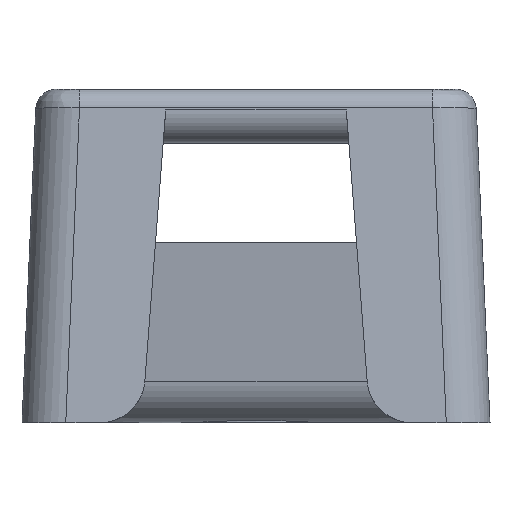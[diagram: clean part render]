
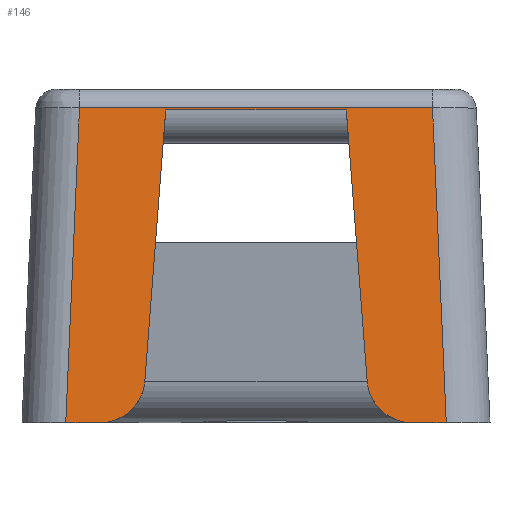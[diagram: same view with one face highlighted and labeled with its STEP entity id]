
A CAD part, left-side view. The second image highlights one B-rep face of the part: STEP entity #146.
In plain terms, the highlighted planar face has unit normal (-0.996, 0, 0.087).
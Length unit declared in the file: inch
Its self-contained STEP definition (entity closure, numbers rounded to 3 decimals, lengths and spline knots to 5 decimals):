
#146=ADVANCED_FACE('',(#253),#219,.T.);
#219=PLANE('',#1454);
#253=FACE_OUTER_BOUND('',#325,.T.);
#325=EDGE_LOOP('',(#504,#505,#506,#507,#508,#509,#510,#511,#512,#513));
#405=ELLIPSE('',#1452,0.03112,0.031);
#406=ELLIPSE('',#1453,0.03112,0.031);
#504=ORIENTED_EDGE('',*,*,#1032,.T.);
#505=ORIENTED_EDGE('',*,*,#1033,.T.);
#506=ORIENTED_EDGE('',*,*,#1034,.T.);
#507=ORIENTED_EDGE('',*,*,#1015,.T.);
#508=ORIENTED_EDGE('',*,*,#1035,.T.);
#509=ORIENTED_EDGE('',*,*,#1036,.T.);
#510=ORIENTED_EDGE('',*,*,#1037,.T.);
#511=ORIENTED_EDGE('',*,*,#1038,.F.);
#512=ORIENTED_EDGE('',*,*,#1039,.T.);
#513=ORIENTED_EDGE('',*,*,#1029,.T.);
#887=VERTEX_POINT('',#2012);
#888=VERTEX_POINT('',#2014);
#901=VERTEX_POINT('',#2040);
#902=VERTEX_POINT('',#2042);
#904=VERTEX_POINT('',#2048);
#905=VERTEX_POINT('',#2050);
#906=VERTEX_POINT('',#2053);
#907=VERTEX_POINT('',#2055);
#908=VERTEX_POINT('',#2057);
#909=VERTEX_POINT('',#2059);
#1015=EDGE_CURVE('',#888,#887,#1214,.T.);
#1029=EDGE_CURVE('',#902,#901,#1223,.T.);
#1032=EDGE_CURVE('',#901,#904,#1225,.T.);
#1033=EDGE_CURVE('',#904,#905,#1226,.T.);
#1034=EDGE_CURVE('',#905,#888,#1227,.T.);
#1035=EDGE_CURVE('',#887,#906,#405,.T.);
#1036=EDGE_CURVE('',#906,#907,#1228,.T.);
#1037=EDGE_CURVE('',#907,#908,#1229,.T.);
#1038=EDGE_CURVE('',#909,#908,#1230,.T.);
#1039=EDGE_CURVE('',#909,#902,#406,.T.);
#1214=LINE('',#2013,#1330);
#1223=LINE('',#2041,#1339);
#1225=LINE('',#2047,#1341);
#1226=LINE('',#2049,#1342);
#1227=LINE('',#2051,#1343);
#1228=LINE('',#2054,#1344);
#1229=LINE('',#2056,#1345);
#1230=LINE('',#2058,#1346);
#1330=VECTOR('',#1598,1.);
#1339=VECTOR('',#1617,1.);
#1341=VECTOR('',#1623,1.);
#1342=VECTOR('',#1624,1.);
#1343=VECTOR('',#1625,1.);
#1344=VECTOR('',#1628,1.);
#1345=VECTOR('',#1629,1.);
#1346=VECTOR('',#1630,1.);
#1452=AXIS2_PLACEMENT_3D('',#2052,#1626,#1627);
#1453=AXIS2_PLACEMENT_3D('',#2060,#1631,#1632);
#1454=AXIS2_PLACEMENT_3D('',#2061,#1633,#1634);
#1598=DIRECTION('',(0.,-1.,0.));
#1617=DIRECTION('',(0.,-1.,0.));
#1623=DIRECTION('',(0.087,0.043,0.995));
#1624=DIRECTION('',(0.,1.,0.));
#1625=DIRECTION('',(-0.087,0.043,-0.995));
#1626=DIRECTION('',(-0.996,0.,0.087));
#1627=DIRECTION('',(-0.087,0.,-0.996));
#1628=DIRECTION('',(0.087,-0.076,0.993));
#1629=DIRECTION('',(0.,-1.,0.));
#1630=DIRECTION('',(0.087,0.076,0.993));
#1631=DIRECTION('',(-0.996,0.,0.087));
#1632=DIRECTION('',(0.087,0.,0.996));
#1633=DIRECTION('',(-0.996,0.,0.087));
#1634=DIRECTION('',(0.087,0.,0.996));
#2012=CARTESIAN_POINT('',(4.5,0.2669,0.375));
#2013=CARTESIAN_POINT('',(4.5,0.16,0.375));
#2014=CARTESIAN_POINT('',(4.5,0.29009,0.375));
#2040=CARTESIAN_POINT('',(4.5,0.02991,0.375));
#2041=CARTESIAN_POINT('',(4.5,0.16,0.375));
#2042=CARTESIAN_POINT('',(4.5,0.0531,0.375));
#2047=CARTESIAN_POINT('',(4.50049,0.03016,0.38063));
#2048=CARTESIAN_POINT('',(4.51883,0.03931,0.59022));
#2049=CARTESIAN_POINT('',(4.51883,0.16,0.59022));
#2050=CARTESIAN_POINT('',(4.51883,0.28069,0.59022));
#2051=CARTESIAN_POINT('',(4.50049,0.28984,0.38063));
#2052=CARTESIAN_POINT('',(4.50271,0.2669,0.406));
#2053=CARTESIAN_POINT('',(4.5025,0.23599,0.40362));
#2054=CARTESIAN_POINT('',(4.50052,0.23774,0.38094));
#2055=CARTESIAN_POINT('',(4.51871,0.22174,0.58883));
#2056=CARTESIAN_POINT('',(4.51871,0.2235,0.58883));
#2057=CARTESIAN_POINT('',(4.51871,0.09826,0.58883));
#2058=CARTESIAN_POINT('',(4.51041,0.09096,0.49398));
#2059=CARTESIAN_POINT('',(4.5025,0.08401,0.40362));
#2060=CARTESIAN_POINT('',(4.50271,0.0531,0.406));
#2061=CARTESIAN_POINT('',(4.5,0.16,0.375));
